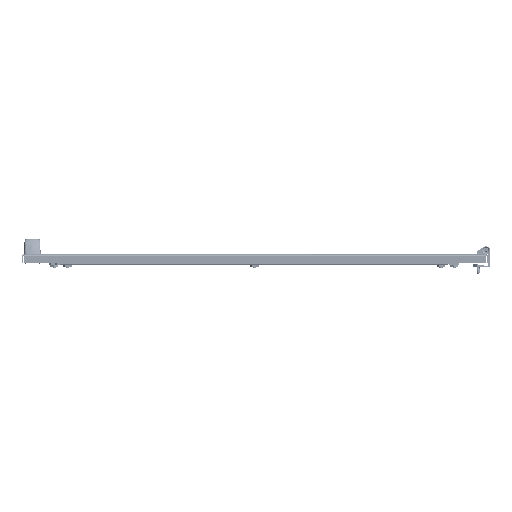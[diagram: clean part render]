
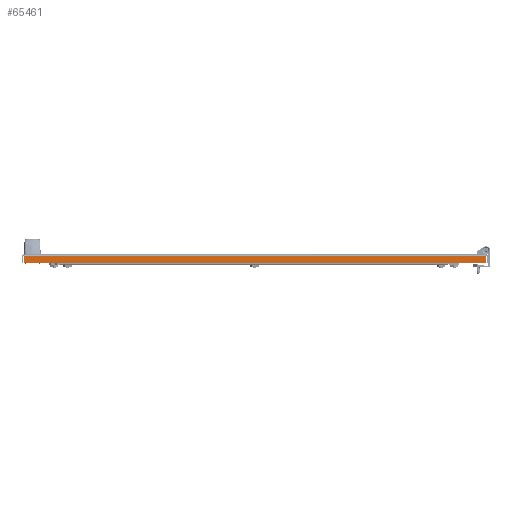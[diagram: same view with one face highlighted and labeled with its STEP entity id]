
A CAD part, front view. The second image highlights one B-rep face of the part: STEP entity #65461.
In plain terms, the highlighted planar face has unit normal (0, -1, 0).
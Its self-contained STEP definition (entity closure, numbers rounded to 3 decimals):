
#162 = DIRECTION ( 'NONE',  ( 0., 0., 1. ) ) ;
#2229 = LINE ( 'NONE', #9238, #53152 ) ;
#3393 = EDGE_CURVE ( 'NONE', #84944, #78179, #2229, .T. ) ;
#3688 = FACE_OUTER_BOUND ( 'NONE', #56892, .T. ) ;
#8436 = VECTOR ( 'NONE', #162, 1000. ) ;
#9238 = CARTESIAN_POINT ( 'NONE',  ( 445., -595., -15.8 ) ) ;
#9936 = CARTESIAN_POINT ( 'NONE',  ( 443., -595., 0. ) ) ;
#9976 = EDGE_CURVE ( 'NONE', #84944, #56772, #83314, .T. ) ;
#10167 = CARTESIAN_POINT ( 'NONE',  ( 0., -595., -4. ) ) ;
#11060 = AXIS2_PLACEMENT_3D ( 'NONE', #35784, #16447, #23889 ) ;
#12554 = ORIENTED_EDGE ( 'NONE', *, *, #3393, .F. ) ;
#16447 = DIRECTION ( 'NONE',  ( 0., 1., 0. ) ) ;
#16617 = ORIENTED_EDGE ( 'NONE', *, *, #53164, .F. ) ;
#18662 = VERTEX_POINT ( 'NONE', #68946 ) ;
#20850 = VECTOR ( 'NONE', #36979, 1000. ) ;
#22690 = DIRECTION ( 'NONE',  ( 0., 0., 1. ) ) ;
#23889 = DIRECTION ( 'NONE',  ( 0., 0., 1. ) ) ;
#35784 = CARTESIAN_POINT ( 'NONE',  ( 0., -595., 0. ) ) ;
#36979 = DIRECTION ( 'NONE',  ( 1., 0., 0. ) ) ;
#46754 = LINE ( 'NONE', #59536, #8436 ) ;
#47304 = CARTESIAN_POINT ( 'NONE',  ( -443., -595., -15.8 ) ) ;
#53152 = VECTOR ( 'NONE', #76034, 1000. ) ;
#53164 = EDGE_CURVE ( 'NONE', #78179, #18662, #46754, .T. ) ;
#54877 = CARTESIAN_POINT ( 'NONE',  ( 443., -595., -4. ) ) ;
#56772 = VERTEX_POINT ( 'NONE', #54877 ) ;
#56892 = EDGE_LOOP ( 'NONE', ( #63953, #66624, #16617, #12554 ) ) ;
#59536 = CARTESIAN_POINT ( 'NONE',  ( -443., -595., 0. ) ) ;
#63953 = ORIENTED_EDGE ( 'NONE', *, *, #9976, .T. ) ;
#64816 = VECTOR ( 'NONE', #22690, 1000. ) ;
#65001 = EDGE_CURVE ( 'NONE', #18662, #56772, #70357, .T. ) ;
#65461 = ADVANCED_FACE ( 'NONE', ( #3688 ), #75765, .F. ) ;
#66624 = ORIENTED_EDGE ( 'NONE', *, *, #65001, .F. ) ;
#68220 = CARTESIAN_POINT ( 'NONE',  ( 443., -595., -15.8 ) ) ;
#68946 = CARTESIAN_POINT ( 'NONE',  ( -443., -595., -4. ) ) ;
#70357 = LINE ( 'NONE', #10167, #20850 ) ;
#75765 = PLANE ( 'NONE',  #11060 ) ;
#76034 = DIRECTION ( 'NONE',  ( -1., 0., 0. ) ) ;
#78179 = VERTEX_POINT ( 'NONE', #47304 ) ;
#83314 = LINE ( 'NONE', #9936, #64816 ) ;
#84944 = VERTEX_POINT ( 'NONE', #68220 ) ;
